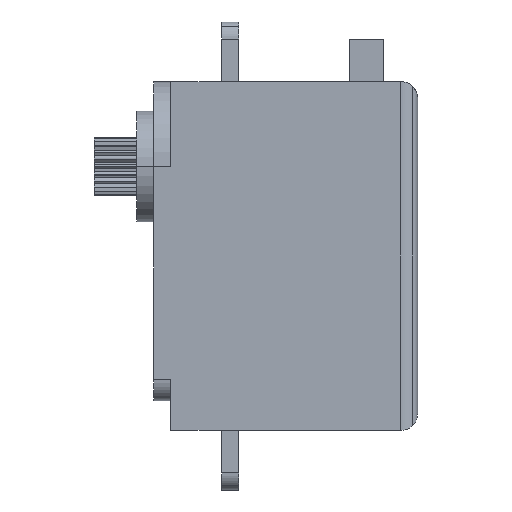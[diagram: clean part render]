
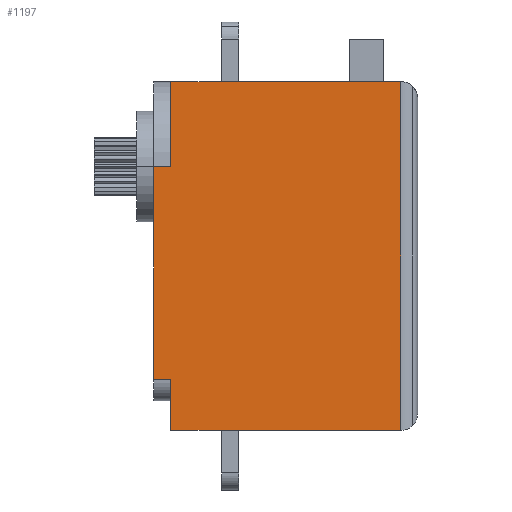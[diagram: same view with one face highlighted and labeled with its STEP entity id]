
A CAD part, left-side view. The second image highlights one B-rep face of the part: STEP entity #1197.
In plain terms, the highlighted planar face has unit normal (-1, 0, 0).
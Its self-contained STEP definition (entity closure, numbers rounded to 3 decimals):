
#77 = CARTESIAN_POINT ( 'NONE',  ( -10., 29., 20.5 ) ) ;
#167 = VERTEX_POINT ( 'NONE', #1546 ) ;
#178 = CARTESIAN_POINT ( 'NONE',  ( -10., 29., 20.5 ) ) ;
#190 = ORIENTED_EDGE ( 'NONE', *, *, #294, .T. ) ;
#238 = DIRECTION ( 'NONE',  ( 0., 0., -1. ) ) ;
#240 = EDGE_CURVE ( 'NONE', #2036, #319, #2884, .T. ) ;
#294 = EDGE_CURVE ( 'NONE', #167, #1302, #2347, .T. ) ;
#319 = VERTEX_POINT ( 'NONE', #2323 ) ;
#468 = CARTESIAN_POINT ( 'NONE',  ( -10., 0., 20.5 ) ) ;
#493 = LINE ( 'NONE', #178, #1397 ) ;
#885 = CARTESIAN_POINT ( 'NONE',  ( -10., 31., -14.5 ) ) ;
#1166 = DIRECTION ( 'NONE',  ( 0., 1., 0. ) ) ;
#1197 = ADVANCED_FACE ( 'NONE', ( #3268 ), #2236, .T. ) ;
#1233 = VERTEX_POINT ( 'NONE', #1847 ) ;
#1290 = ORIENTED_EDGE ( 'NONE', *, *, #4400, .T. ) ;
#1302 = VERTEX_POINT ( 'NONE', #3094 ) ;
#1308 = EDGE_CURVE ( 'NONE', #2738, #1233, #4416, .T. ) ;
#1376 = LINE ( 'NONE', #885, #1409 ) ;
#1397 = VECTOR ( 'NONE', #2917, 1000. ) ;
#1409 = VECTOR ( 'NONE', #2289, 1000. ) ;
#1546 = CARTESIAN_POINT ( 'NONE',  ( -10., 29., 10.5 ) ) ;
#1614 = LINE ( 'NONE', #2278, #2442 ) ;
#1847 = CARTESIAN_POINT ( 'NONE',  ( -10., 31., -14.5 ) ) ;
#2015 = VERTEX_POINT ( 'NONE', #4289 ) ;
#2036 = VERTEX_POINT ( 'NONE', #2205 ) ;
#2146 = CARTESIAN_POINT ( 'NONE',  ( -10., 29., -14.5 ) ) ;
#2173 = CARTESIAN_POINT ( 'NONE',  ( -10., 2., 20.5 ) ) ;
#2205 = CARTESIAN_POINT ( 'NONE',  ( -10., 2., -20.5 ) ) ;
#2236 = PLANE ( 'NONE',  #3335 ) ;
#2261 = DIRECTION ( 'NONE',  ( 0., 0., 1. ) ) ;
#2278 = CARTESIAN_POINT ( 'NONE',  ( -10., 2., -10.25 ) ) ;
#2289 = DIRECTION ( 'NONE',  ( 0., 0., 1. ) ) ;
#2321 = ORIENTED_EDGE ( 'NONE', *, *, #240, .F. ) ;
#2323 = CARTESIAN_POINT ( 'NONE',  ( -10., 29., -20.5 ) ) ;
#2325 = VERTEX_POINT ( 'NONE', #2173 ) ;
#2347 = LINE ( 'NONE', #4409, #3887 ) ;
#2390 = EDGE_CURVE ( 'NONE', #167, #2015, #493, .T. ) ;
#2442 = VECTOR ( 'NONE', #238, 1000. ) ;
#2592 = EDGE_CURVE ( 'NONE', #1233, #1302, #1376, .T. ) ;
#2684 = DIRECTION ( 'NONE',  ( 0., 1., 0. ) ) ;
#2709 = CARTESIAN_POINT ( 'NONE',  ( -10., 29., -14.5 ) ) ;
#2738 = VERTEX_POINT ( 'NONE', #2146 ) ;
#2884 = LINE ( 'NONE', #3914, #3822 ) ;
#2891 = LINE ( 'NONE', #468, #3225 ) ;
#2917 = DIRECTION ( 'NONE',  ( 0., 0., 1. ) ) ;
#2934 = DIRECTION ( 'NONE',  ( -1., 0., 0. ) ) ;
#3084 = ORIENTED_EDGE ( 'NONE', *, *, #2592, .F. ) ;
#3094 = CARTESIAN_POINT ( 'NONE',  ( -10., 31., 10.5 ) ) ;
#3108 = ORIENTED_EDGE ( 'NONE', *, *, #3581, .F. ) ;
#3166 = ORIENTED_EDGE ( 'NONE', *, *, #1308, .F. ) ;
#3225 = VECTOR ( 'NONE', #4218, 1000. ) ;
#3228 = VECTOR ( 'NONE', #3857, 1000. ) ;
#3267 = VECTOR ( 'NONE', #2684, 1000. ) ;
#3268 = FACE_OUTER_BOUND ( 'NONE', #4378, .T. ) ;
#3335 = AXIS2_PLACEMENT_3D ( 'NONE', #3921, #2934, #2261 ) ;
#3377 = DIRECTION ( 'NONE',  ( 0., 1., 0. ) ) ;
#3522 = LINE ( 'NONE', #77, #3228 ) ;
#3581 = EDGE_CURVE ( 'NONE', #2325, #2036, #1614, .T. ) ;
#3804 = ORIENTED_EDGE ( 'NONE', *, *, #4362, .F. ) ;
#3822 = VECTOR ( 'NONE', #1166, 1000. ) ;
#3857 = DIRECTION ( 'NONE',  ( 0., 0., 1. ) ) ;
#3887 = VECTOR ( 'NONE', #3377, 1000. ) ;
#3914 = CARTESIAN_POINT ( 'NONE',  ( -10., 0., -20.5 ) ) ;
#3921 = CARTESIAN_POINT ( 'NONE',  ( -10., 0., -20.5 ) ) ;
#4026 = ORIENTED_EDGE ( 'NONE', *, *, #2390, .F. ) ;
#4218 = DIRECTION ( 'NONE',  ( 0., 1., 0. ) ) ;
#4289 = CARTESIAN_POINT ( 'NONE',  ( -10., 29., 20.5 ) ) ;
#4362 = EDGE_CURVE ( 'NONE', #319, #2738, #3522, .T. ) ;
#4378 = EDGE_LOOP ( 'NONE', ( #3108, #1290, #4026, #190, #3084, #3166, #3804, #2321 ) ) ;
#4400 = EDGE_CURVE ( 'NONE', #2325, #2015, #2891, .T. ) ;
#4409 = CARTESIAN_POINT ( 'NONE',  ( -10., 29., 10.5 ) ) ;
#4416 = LINE ( 'NONE', #2709, #3267 ) ;
